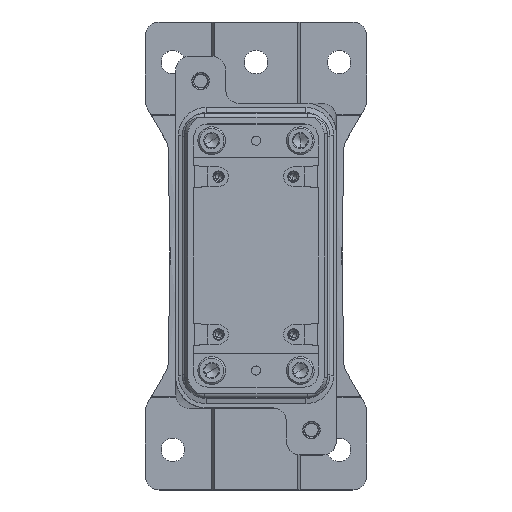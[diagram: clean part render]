
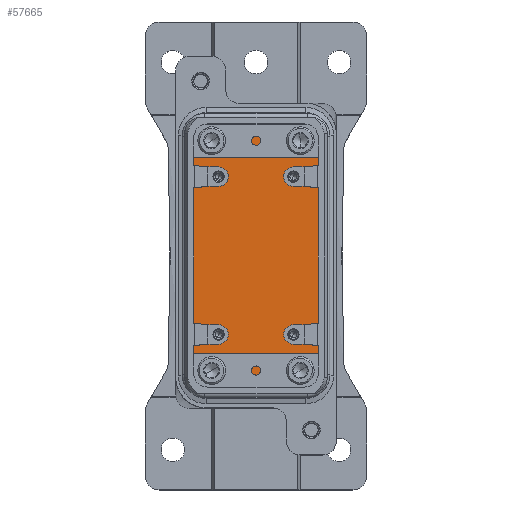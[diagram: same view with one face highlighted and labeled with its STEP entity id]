
A CAD part, top view. The second image highlights one B-rep face of the part: STEP entity #57665.
In plain terms, the highlighted planar face has unit normal (0, 0, 1).
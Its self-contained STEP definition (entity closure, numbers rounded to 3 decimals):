
#57174=AXIS2_PLACEMENT_3D('Circle Axis2P3D',#57172,#57173,$) ;
#57243=AXIS2_PLACEMENT_3D('Circle Axis2P3D',#57241,#57242,$) ;
#57598=AXIS2_PLACEMENT_3D('Plane Axis2P3D',#57595,#57596,#57597) ;
#57609=AXIS2_PLACEMENT_3D('Circle Axis2P3D',#57607,#57608,$) ;
#57637=AXIS2_PLACEMENT_3D('Circle Axis2P3D',#57635,#57636,$) ;
#57078=CARTESIAN_POINT('Vertex',(25.,49.,7.)) ;
#57081=CARTESIAN_POINT('Line Origine',(21.3,49.,7.)) ;
#57085=CARTESIAN_POINT('Vertex',(17.6,49.,7.)) ;
#57125=CARTESIAN_POINT('Vertex',(62.4,49.,7.)) ;
#57128=CARTESIAN_POINT('Line Origine',(58.7,49.,7.)) ;
#57132=CARTESIAN_POINT('Vertex',(55.,49.,7.)) ;
#57169=CARTESIAN_POINT('Vertex',(31.,43.,7.)) ;
#57172=CARTESIAN_POINT('Axis2P3D Location',(25.,43.,7.)) ;
#57188=CARTESIAN_POINT('Vertex',(31.,37.5,7.)) ;
#57191=CARTESIAN_POINT('Line Origine',(31.,40.25,7.)) ;
#57207=CARTESIAN_POINT('Vertex',(49.,43.,7.)) ;
#57210=CARTESIAN_POINT('Line Origine',(49.,40.25,7.)) ;
#57214=CARTESIAN_POINT('Vertex',(49.,37.5,7.)) ;
#57229=CARTESIAN_POINT('Line Origine',(40.,37.5,7.)) ;
#57241=CARTESIAN_POINT('Axis2P3D Location',(55.,43.,7.)) ;
#57466=CARTESIAN_POINT('Line Origine',(17.6,84.5,7.)) ;
#57470=CARTESIAN_POINT('Vertex',(17.6,120.,7.)) ;
#57580=CARTESIAN_POINT('Vertex',(62.4,120.,7.)) ;
#57583=CARTESIAN_POINT('Line Origine',(62.4,84.5,7.)) ;
#57595=CARTESIAN_POINT('Axis2P3D Location',(40.,84.5,7.)) ;
#57600=CARTESIAN_POINT('Line Origine',(58.7,120.,7.)) ;
#57604=CARTESIAN_POINT('Vertex',(55.,120.,7.)) ;
#57607=CARTESIAN_POINT('Axis2P3D Location',(55.,126.,7.)) ;
#57611=CARTESIAN_POINT('Vertex',(49.,126.,7.)) ;
#57614=CARTESIAN_POINT('Line Origine',(49.,128.75,7.)) ;
#57618=CARTESIAN_POINT('Vertex',(49.,131.5,7.)) ;
#57621=CARTESIAN_POINT('Line Origine',(40.,131.5,7.)) ;
#57625=CARTESIAN_POINT('Vertex',(31.,131.5,7.)) ;
#57628=CARTESIAN_POINT('Line Origine',(31.,128.75,7.)) ;
#57632=CARTESIAN_POINT('Vertex',(31.,126.,7.)) ;
#57635=CARTESIAN_POINT('Axis2P3D Location',(25.,126.,7.)) ;
#57639=CARTESIAN_POINT('Vertex',(25.,120.,7.)) ;
#57642=CARTESIAN_POINT('Line Origine',(21.3,120.,7.)) ;
#57082=DIRECTION('Vector Direction',(1.,0.,0.)) ;
#57129=DIRECTION('Vector Direction',(-1.,0.,0.)) ;
#57173=DIRECTION('Axis2P3D Direction',(0.,0.,1.)) ;
#57192=DIRECTION('Vector Direction',(0.,1.,0.)) ;
#57211=DIRECTION('Vector Direction',(0.,1.,0.)) ;
#57230=DIRECTION('Vector Direction',(-1.,0.,0.)) ;
#57242=DIRECTION('Axis2P3D Direction',(0.,0.,1.)) ;
#57467=DIRECTION('Vector Direction',(0.,1.,0.)) ;
#57584=DIRECTION('Vector Direction',(0.,-1.,0.)) ;
#57596=DIRECTION('Axis2P3D Direction',(0.,0.,1.)) ;
#57597=DIRECTION('Axis2P3D XDirection',(0.,-1.,0.)) ;
#57601=DIRECTION('Vector Direction',(-1.,0.,0.)) ;
#57608=DIRECTION('Axis2P3D Direction',(0.,0.,1.)) ;
#57615=DIRECTION('Vector Direction',(0.,-1.,0.)) ;
#57622=DIRECTION('Vector Direction',(1.,0.,0.)) ;
#57629=DIRECTION('Vector Direction',(0.,-1.,0.)) ;
#57636=DIRECTION('Axis2P3D Direction',(0.,0.,1.)) ;
#57643=DIRECTION('Vector Direction',(1.,0.,0.)) ;
#57083=VECTOR('Line Direction',#57082,1.) ;
#57130=VECTOR('Line Direction',#57129,1.) ;
#57193=VECTOR('Line Direction',#57192,1.) ;
#57212=VECTOR('Line Direction',#57211,1.) ;
#57231=VECTOR('Line Direction',#57230,1.) ;
#57468=VECTOR('Line Direction',#57467,1.) ;
#57585=VECTOR('Line Direction',#57584,1.) ;
#57602=VECTOR('Line Direction',#57601,1.) ;
#57616=VECTOR('Line Direction',#57615,1.) ;
#57623=VECTOR('Line Direction',#57622,1.) ;
#57630=VECTOR('Line Direction',#57629,1.) ;
#57644=VECTOR('Line Direction',#57643,1.) ;
#57648=ORIENTED_EDGE('',*,*,#57216,.T.) ;
#57649=ORIENTED_EDGE('',*,*,#57245,.F.) ;
#57650=ORIENTED_EDGE('',*,*,#57134,.F.) ;
#57651=ORIENTED_EDGE('',*,*,#57587,.T.) ;
#57652=ORIENTED_EDGE('',*,*,#57606,.T.) ;
#57653=ORIENTED_EDGE('',*,*,#57613,.F.) ;
#57654=ORIENTED_EDGE('',*,*,#57620,.F.) ;
#57655=ORIENTED_EDGE('',*,*,#57627,.T.) ;
#57656=ORIENTED_EDGE('',*,*,#57634,.T.) ;
#57657=ORIENTED_EDGE('',*,*,#57641,.F.) ;
#57658=ORIENTED_EDGE('',*,*,#57646,.F.) ;
#57659=ORIENTED_EDGE('',*,*,#57472,.T.) ;
#57660=ORIENTED_EDGE('',*,*,#57087,.T.) ;
#57661=ORIENTED_EDGE('',*,*,#57176,.F.) ;
#57662=ORIENTED_EDGE('',*,*,#57195,.F.) ;
#57663=ORIENTED_EDGE('',*,*,#57233,.T.) ;
#57665=ADVANCED_FACE('Housing',(#57664),#57599,.T.) ;
#57175=CIRCLE('generated circle',#57174,6.) ;
#57244=CIRCLE('generated circle',#57243,6.) ;
#57610=CIRCLE('generated circle',#57609,6.) ;
#57638=CIRCLE('generated circle',#57637,6.) ;
#57087=EDGE_CURVE('',#57086,#57079,#57084,.T.) ;
#57134=EDGE_CURVE('',#57126,#57133,#57131,.T.) ;
#57176=EDGE_CURVE('',#57170,#57079,#57175,.T.) ;
#57195=EDGE_CURVE('',#57189,#57170,#57194,.T.) ;
#57216=EDGE_CURVE('',#57215,#57208,#57213,.T.) ;
#57233=EDGE_CURVE('',#57189,#57215,#57232,.F.) ;
#57245=EDGE_CURVE('',#57133,#57208,#57244,.T.) ;
#57472=EDGE_CURVE('',#57471,#57086,#57469,.F.) ;
#57587=EDGE_CURVE('',#57126,#57581,#57586,.F.) ;
#57606=EDGE_CURVE('',#57581,#57605,#57603,.T.) ;
#57613=EDGE_CURVE('',#57612,#57605,#57610,.T.) ;
#57620=EDGE_CURVE('',#57619,#57612,#57617,.T.) ;
#57627=EDGE_CURVE('',#57619,#57626,#57624,.F.) ;
#57634=EDGE_CURVE('',#57626,#57633,#57631,.T.) ;
#57641=EDGE_CURVE('',#57640,#57633,#57638,.T.) ;
#57646=EDGE_CURVE('',#57471,#57640,#57645,.T.) ;
#57647=EDGE_LOOP('',(#57648,#57649,#57650,#57651,#57652,#57653,#57654,#57655,#57656,#57657,#57658,#57659,#57660,#57661,#57662,#57663)) ;
#57664=FACE_OUTER_BOUND('',#57647,.T.) ;
#57084=LINE('Line',#57081,#57083) ;
#57131=LINE('Line',#57128,#57130) ;
#57194=LINE('Line',#57191,#57193) ;
#57213=LINE('Line',#57210,#57212) ;
#57232=LINE('Line',#57229,#57231) ;
#57469=LINE('Line',#57466,#57468) ;
#57586=LINE('Line',#57583,#57585) ;
#57603=LINE('Line',#57600,#57602) ;
#57617=LINE('Line',#57614,#57616) ;
#57624=LINE('Line',#57621,#57623) ;
#57631=LINE('Line',#57628,#57630) ;
#57645=LINE('Line',#57642,#57644) ;
#57599=PLANE('',#57598) ;
#57079=VERTEX_POINT('',#57078) ;
#57086=VERTEX_POINT('',#57085) ;
#57126=VERTEX_POINT('',#57125) ;
#57133=VERTEX_POINT('',#57132) ;
#57170=VERTEX_POINT('',#57169) ;
#57189=VERTEX_POINT('',#57188) ;
#57208=VERTEX_POINT('',#57207) ;
#57215=VERTEX_POINT('',#57214) ;
#57471=VERTEX_POINT('',#57470) ;
#57581=VERTEX_POINT('',#57580) ;
#57605=VERTEX_POINT('',#57604) ;
#57612=VERTEX_POINT('',#57611) ;
#57619=VERTEX_POINT('',#57618) ;
#57626=VERTEX_POINT('',#57625) ;
#57633=VERTEX_POINT('',#57632) ;
#57640=VERTEX_POINT('',#57639) ;
